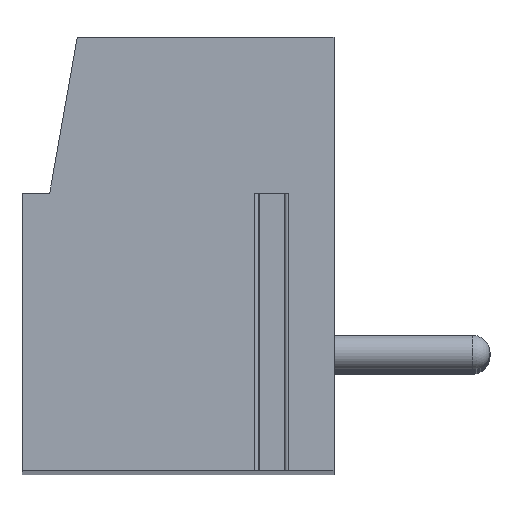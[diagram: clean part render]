
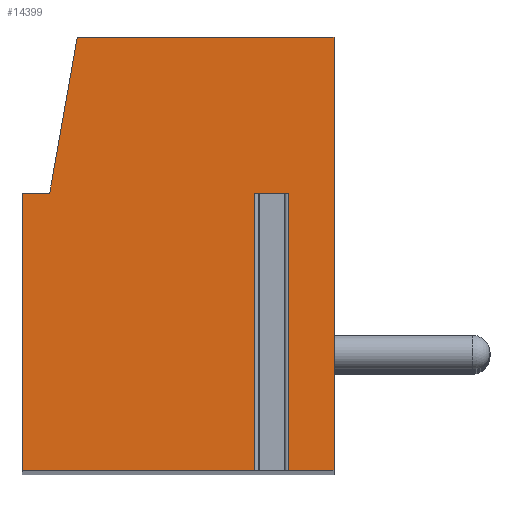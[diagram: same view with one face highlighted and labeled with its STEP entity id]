
A CAD part, top view. The second image highlights one B-rep face of the part: STEP entity #14399.
In plain terms, the highlighted planar face has unit normal (0, 0, 1).
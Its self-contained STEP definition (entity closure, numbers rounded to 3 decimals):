
#13=DIRECTION('',(-1.,0.,0.));
#14=VECTOR('',#13,0.958);
#15=CARTESIAN_POINT('',(3.179,1.75,72.5));
#16=LINE('',#15,#14);
#17=DIRECTION('',(0.,-1.,0.));
#18=VECTOR('',#17,8.);
#19=CARTESIAN_POINT('',(2.221,1.75,72.5));
#20=LINE('',#19,#18);
#21=DIRECTION('',(1.,0.,0.));
#22=VECTOR('',#21,6.721);
#23=CARTESIAN_POINT('',(-4.5,-6.25,72.5));
#24=LINE('',#23,#22);
#25=DIRECTION('',(0.,-1.,0.));
#26=VECTOR('',#25,8.);
#27=CARTESIAN_POINT('',(-4.5,1.75,72.5));
#28=LINE('',#27,#26);
#29=DIRECTION('',(-1.,0.,0.));
#30=VECTOR('',#29,0.8);
#31=CARTESIAN_POINT('',(-3.7,1.75,72.5));
#32=LINE('',#31,#30);
#33=DIRECTION('',(-0.174,-0.985,0.));
#34=VECTOR('',#33,4.569);
#35=CARTESIAN_POINT('',(-2.907,6.25,72.5));
#36=LINE('',#35,#34);
#37=DIRECTION('',(-1.,0.,0.));
#38=VECTOR('',#37,7.407);
#39=CARTESIAN_POINT('',(4.5,6.25,72.5));
#40=LINE('',#39,#38);
#41=DIRECTION('',(0.,1.,0.));
#42=VECTOR('',#41,12.5);
#43=CARTESIAN_POINT('',(4.5,-6.25,72.5));
#44=LINE('',#43,#42);
#45=DIRECTION('',(1.,0.,0.));
#46=VECTOR('',#45,1.321);
#47=CARTESIAN_POINT('',(3.179,-6.25,72.5));
#48=LINE('',#47,#46);
#49=DIRECTION('',(0.,-1.,0.));
#50=VECTOR('',#49,8.);
#51=CARTESIAN_POINT('',(3.179,1.75,72.5));
#52=LINE('',#51,#50);
#11393=CARTESIAN_POINT('',(-2.907,6.25,72.5));
#11394=CARTESIAN_POINT('',(-3.7,1.75,72.5));
#11395=VERTEX_POINT('',#11393);
#11396=VERTEX_POINT('',#11394);
#11397=CARTESIAN_POINT('',(-4.5,1.75,72.5));
#11398=VERTEX_POINT('',#11397);
#11399=CARTESIAN_POINT('',(-4.5,-6.25,72.5));
#11400=VERTEX_POINT('',#11399);
#11401=CARTESIAN_POINT('',(4.5,-6.25,72.5));
#11402=CARTESIAN_POINT('',(4.5,6.25,72.5));
#11403=VERTEX_POINT('',#11401);
#11404=VERTEX_POINT('',#11402);
#11461=CARTESIAN_POINT('',(3.179,1.75,72.5));
#11462=CARTESIAN_POINT('',(2.221,1.75,72.5));
#11463=VERTEX_POINT('',#11461);
#11464=VERTEX_POINT('',#11462);
#11465=CARTESIAN_POINT('',(3.179,-6.25,72.5));
#11466=VERTEX_POINT('',#11465);
#11467=CARTESIAN_POINT('',(2.221,-6.25,72.5));
#11468=VERTEX_POINT('',#11467);
#14372=CARTESIAN_POINT('',(0.,0.,72.5));
#14373=DIRECTION('',(0.,0.,1.));
#14374=DIRECTION('',(1.,0.,0.));
#14375=AXIS2_PLACEMENT_3D('',#14372,#14373,#14374);
#14376=PLANE('',#14375);
#14378=ORIENTED_EDGE('',*,*,#14377,.T.);
#14380=ORIENTED_EDGE('',*,*,#14379,.T.);
#14382=ORIENTED_EDGE('',*,*,#14381,.F.);
#14384=ORIENTED_EDGE('',*,*,#14383,.F.);
#14386=ORIENTED_EDGE('',*,*,#14385,.F.);
#14388=ORIENTED_EDGE('',*,*,#14387,.F.);
#14390=ORIENTED_EDGE('',*,*,#14389,.F.);
#14392=ORIENTED_EDGE('',*,*,#14391,.F.);
#14394=ORIENTED_EDGE('',*,*,#14393,.F.);
#14396=ORIENTED_EDGE('',*,*,#14395,.F.);
#14397=EDGE_LOOP('',(#14378,#14380,#14382,#14384,#14386,#14388,#14390,#14392,
#14394,#14396));
#14398=FACE_OUTER_BOUND('',#14397,.F.);
#14377=EDGE_CURVE('',#11463,#11464,#16,.T.);
#14379=EDGE_CURVE('',#11464,#11468,#20,.T.);
#14381=EDGE_CURVE('',#11400,#11468,#24,.T.);
#14383=EDGE_CURVE('',#11398,#11400,#28,.T.);
#14385=EDGE_CURVE('',#11396,#11398,#32,.T.);
#14387=EDGE_CURVE('',#11395,#11396,#36,.T.);
#14389=EDGE_CURVE('',#11404,#11395,#40,.T.);
#14391=EDGE_CURVE('',#11403,#11404,#44,.T.);
#14393=EDGE_CURVE('',#11466,#11403,#48,.T.);
#14395=EDGE_CURVE('',#11463,#11466,#52,.T.);
#14399=ADVANCED_FACE('',(#14398),#14376,.T.);
